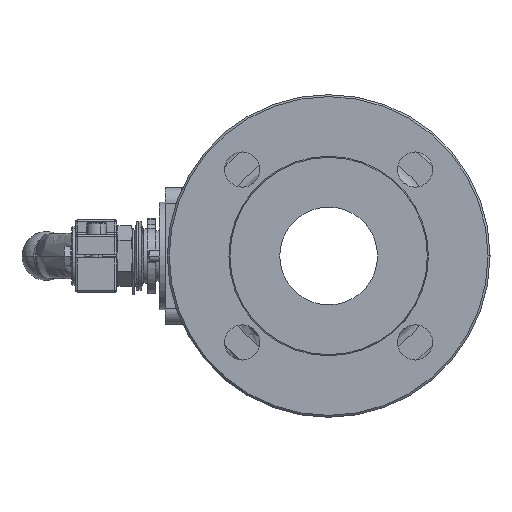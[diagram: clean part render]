
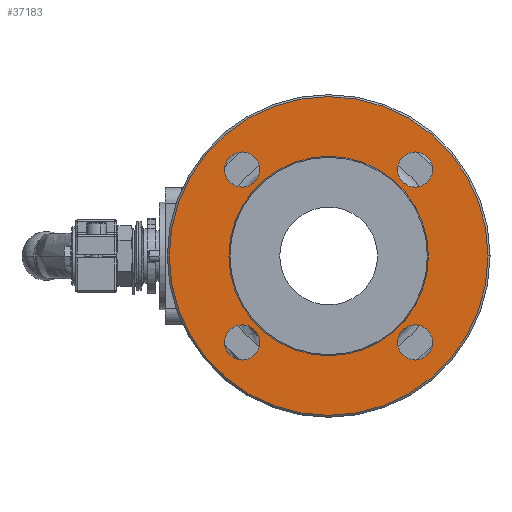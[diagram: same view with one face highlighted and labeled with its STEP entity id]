
A CAD part, left-side view. The second image highlights one B-rep face of the part: STEP entity #37183.
In plain terms, the highlighted planar face has unit normal (-1, 0, 0).
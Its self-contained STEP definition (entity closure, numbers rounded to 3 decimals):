
#725 = CIRCLE ( 'NONE', #12680, 9. ) ;
#898 = DIRECTION ( 'NONE',  ( -1., 0., 0. ) ) ;
#1408 = ORIENTED_EDGE ( 'NONE', *, *, #21159, .F. ) ;
#1700 = DIRECTION ( 'NONE',  ( 1., 0., 0. ) ) ;
#1849 = DIRECTION ( 'NONE',  ( 0., 0., -1. ) ) ;
#2196 = CIRCLE ( 'NONE', #30066, 9. ) ;
#2751 = EDGE_CURVE ( 'NONE', #30819, #37046, #11992, .T. ) ;
#2927 = CARTESIAN_POINT ( 'NONE',  ( -59., -44.194, 35.194 ) ) ;
#4032 = DIRECTION ( 'NONE',  ( -1., 0., 0. ) ) ;
#4790 = DIRECTION ( 'NONE',  ( 0., 0., -1. ) ) ;
#5156 = CARTESIAN_POINT ( 'NONE',  ( -59., 0., 0. ) ) ;
#6782 = FACE_BOUND ( 'NONE', #19799, .T. ) ;
#7515 = FACE_BOUND ( 'NONE', #21522, .T. ) ;
#8540 = CARTESIAN_POINT ( 'NONE',  ( -59., 0., -81.5 ) ) ;
#9164 = CARTESIAN_POINT ( 'NONE',  ( -59., 0., 0. ) ) ;
#9808 = EDGE_CURVE ( 'NONE', #18720, #27037, #19960, .T. ) ;
#10560 = FACE_BOUND ( 'NONE', #43065, .T. ) ;
#11122 = CARTESIAN_POINT ( 'NONE',  ( -59., 44.194, 53.194 ) ) ;
#11320 = EDGE_CURVE ( 'NONE', #30636, #48408, #39150, .T. ) ;
#11992 = CIRCLE ( 'NONE', #26345, 51. ) ;
#12508 = CARTESIAN_POINT ( 'NONE',  ( -59., 44.194, -44.194 ) ) ;
#12680 = AXIS2_PLACEMENT_3D ( 'NONE', #17580, #25052, #24823 ) ;
#12825 = VERTEX_POINT ( 'NONE', #28690 ) ;
#13367 = EDGE_CURVE ( 'NONE', #27037, #18720, #46554, .T. ) ;
#13568 = CARTESIAN_POINT ( 'NONE',  ( -59., 44.194, -44.194 ) ) ;
#14626 = CARTESIAN_POINT ( 'NONE',  ( -59., 44.194, 44.194 ) ) ;
#14722 = EDGE_CURVE ( 'NONE', #47779, #36452, #29857, .T. ) ;
#14800 = FACE_OUTER_BOUND ( 'NONE', #44629, .T. ) ;
#15184 = AXIS2_PLACEMENT_3D ( 'NONE', #31307, #43502, #1849 ) ;
#15811 = ORIENTED_EDGE ( 'NONE', *, *, #16071, .T. ) ;
#16020 = CIRCLE ( 'NONE', #47062, 9. ) ;
#16071 = EDGE_CURVE ( 'NONE', #37046, #30819, #21186, .T. ) ;
#16134 = DIRECTION ( 'NONE',  ( 0., 0., 1. ) ) ;
#16597 = CARTESIAN_POINT ( 'NONE',  ( -59., -44.194, 53.194 ) ) ;
#17580 = CARTESIAN_POINT ( 'NONE',  ( -59., -44.194, -44.194 ) ) ;
#17954 = ORIENTED_EDGE ( 'NONE', *, *, #37562, .F. ) ;
#18720 = VERTEX_POINT ( 'NONE', #8540 ) ;
#18952 = AXIS2_PLACEMENT_3D ( 'NONE', #48940, #44968, #26014 ) ;
#19799 = EDGE_LOOP ( 'NONE', ( #17954, #38528 ) ) ;
#19960 = CIRCLE ( 'NONE', #15184, 81.5 ) ;
#21005 = CARTESIAN_POINT ( 'NONE',  ( -59., -44.194, -44.194 ) ) ;
#21058 = AXIS2_PLACEMENT_3D ( 'NONE', #5156, #23916, #35374 ) ;
#21089 = EDGE_LOOP ( 'NONE', ( #1408, #42793 ) ) ;
#21159 = EDGE_CURVE ( 'NONE', #36420, #24414, #2196, .T. ) ;
#21186 = CIRCLE ( 'NONE', #42691, 51. ) ;
#21229 = AXIS2_PLACEMENT_3D ( 'NONE', #14626, #22830, #33591 ) ;
#21522 = EDGE_LOOP ( 'NONE', ( #15811, #48171 ) ) ;
#22228 = ORIENTED_EDGE ( 'NONE', *, *, #11320, .F. ) ;
#22709 = CARTESIAN_POINT ( 'NONE',  ( -59., 0., 81.5 ) ) ;
#22830 = DIRECTION ( 'NONE',  ( -1., 0., 0. ) ) ;
#23916 = DIRECTION ( 'NONE',  ( 1., 0., 0. ) ) ;
#23924 = DIRECTION ( 'NONE',  ( 0., 0., -1. ) ) ;
#24031 = AXIS2_PLACEMENT_3D ( 'NONE', #41218, #29280, #44504 ) ;
#24247 = EDGE_CURVE ( 'NONE', #24414, #36420, #34919, .T. ) ;
#24414 = VERTEX_POINT ( 'NONE', #27238 ) ;
#24560 = AXIS2_PLACEMENT_3D ( 'NONE', #13568, #28776, #47218 ) ;
#24752 = CARTESIAN_POINT ( 'NONE',  ( -59., 0., 0. ) ) ;
#24761 = CARTESIAN_POINT ( 'NONE',  ( -59., -44.194, -53.194 ) ) ;
#24823 = DIRECTION ( 'NONE',  ( 0., 0., 1. ) ) ;
#24890 = CARTESIAN_POINT ( 'NONE',  ( -59., 0., 51. ) ) ;
#25052 = DIRECTION ( 'NONE',  ( -1., 0., 0. ) ) ;
#25742 = ORIENTED_EDGE ( 'NONE', *, *, #13367, .F. ) ;
#25785 = FACE_BOUND ( 'NONE', #21089, .T. ) ;
#26014 = DIRECTION ( 'NONE',  ( 0., 0., 1. ) ) ;
#26018 = ORIENTED_EDGE ( 'NONE', *, *, #9808, .F. ) ;
#26345 = AXIS2_PLACEMENT_3D ( 'NONE', #24752, #47665, #4790 ) ;
#27037 = VERTEX_POINT ( 'NONE', #22709 ) ;
#27238 = CARTESIAN_POINT ( 'NONE',  ( -59., 44.194, -53.194 ) ) ;
#27737 = DIRECTION ( 'NONE',  ( 0., 0., 1. ) ) ;
#27834 = EDGE_CURVE ( 'NONE', #36452, #47779, #16020, .T. ) ;
#28690 = CARTESIAN_POINT ( 'NONE',  ( -59., -44.194, -35.194 ) ) ;
#28776 = DIRECTION ( 'NONE',  ( -1., 0., 0. ) ) ;
#28979 = DIRECTION ( 'NONE',  ( -1., 0., 0. ) ) ;
#29280 = DIRECTION ( 'NONE',  ( -1., 0., 0. ) ) ;
#29324 = CIRCLE ( 'NONE', #32536, 9. ) ;
#29857 = CIRCLE ( 'NONE', #41820, 9. ) ;
#30066 = AXIS2_PLACEMENT_3D ( 'NONE', #12508, #4032, #27737 ) ;
#30636 = VERTEX_POINT ( 'NONE', #45588 ) ;
#30819 = VERTEX_POINT ( 'NONE', #24890 ) ;
#31307 = CARTESIAN_POINT ( 'NONE',  ( -59., 0., 0. ) ) ;
#31811 = CARTESIAN_POINT ( 'NONE',  ( -59., 44.194, -35.194 ) ) ;
#31848 = CARTESIAN_POINT ( 'NONE',  ( -59., -44.194, 44.194 ) ) ;
#32240 = EDGE_LOOP ( 'NONE', ( #48236, #38257 ) ) ;
#32536 = AXIS2_PLACEMENT_3D ( 'NONE', #21005, #28979, #44187 ) ;
#33532 = PLANE ( 'NONE',  #18952 ) ;
#33591 = DIRECTION ( 'NONE',  ( 0., 0., 1. ) ) ;
#34919 = CIRCLE ( 'NONE', #24560, 9. ) ;
#35099 = CARTESIAN_POINT ( 'NONE',  ( -59., -44.194, 44.194 ) ) ;
#35374 = DIRECTION ( 'NONE',  ( 0., 0., -1. ) ) ;
#36057 = VERTEX_POINT ( 'NONE', #24761 ) ;
#36420 = VERTEX_POINT ( 'NONE', #31811 ) ;
#36452 = VERTEX_POINT ( 'NONE', #16597 ) ;
#36529 = EDGE_CURVE ( 'NONE', #36057, #12825, #725, .T. ) ;
#37046 = VERTEX_POINT ( 'NONE', #46136 ) ;
#37183 = ADVANCED_FACE ( 'NONE', ( #25785, #6782, #41707, #10560, #7515, #14800 ), #33532, .T. ) ;
#37562 = EDGE_CURVE ( 'NONE', #12825, #36057, #29324, .T. ) ;
#38134 = ORIENTED_EDGE ( 'NONE', *, *, #40712, .F. ) ;
#38257 = ORIENTED_EDGE ( 'NONE', *, *, #14722, .F. ) ;
#38528 = ORIENTED_EDGE ( 'NONE', *, *, #36529, .F. ) ;
#39150 = CIRCLE ( 'NONE', #24031, 9. ) ;
#40712 = EDGE_CURVE ( 'NONE', #48408, #30636, #42730, .T. ) ;
#41218 = CARTESIAN_POINT ( 'NONE',  ( -59., 44.194, 44.194 ) ) ;
#41707 = FACE_BOUND ( 'NONE', #32240, .T. ) ;
#41820 = AXIS2_PLACEMENT_3D ( 'NONE', #31848, #46551, #47058 ) ;
#42691 = AXIS2_PLACEMENT_3D ( 'NONE', #9164, #1700, #23924 ) ;
#42730 = CIRCLE ( 'NONE', #21229, 9. ) ;
#42793 = ORIENTED_EDGE ( 'NONE', *, *, #24247, .F. ) ;
#43065 = EDGE_LOOP ( 'NONE', ( #38134, #22228 ) ) ;
#43502 = DIRECTION ( 'NONE',  ( 1., 0., 0. ) ) ;
#44187 = DIRECTION ( 'NONE',  ( 0., 0., 1. ) ) ;
#44504 = DIRECTION ( 'NONE',  ( 0., 0., 1. ) ) ;
#44629 = EDGE_LOOP ( 'NONE', ( #26018, #25742 ) ) ;
#44968 = DIRECTION ( 'NONE',  ( -1., 0., 0. ) ) ;
#45588 = CARTESIAN_POINT ( 'NONE',  ( -59., 44.194, 35.194 ) ) ;
#46136 = CARTESIAN_POINT ( 'NONE',  ( -59., 0., -51. ) ) ;
#46551 = DIRECTION ( 'NONE',  ( -1., 0., 0. ) ) ;
#46554 = CIRCLE ( 'NONE', #21058, 81.5 ) ;
#47058 = DIRECTION ( 'NONE',  ( 0., 0., 1. ) ) ;
#47062 = AXIS2_PLACEMENT_3D ( 'NONE', #35099, #898, #16134 ) ;
#47218 = DIRECTION ( 'NONE',  ( 0., 0., 1. ) ) ;
#47665 = DIRECTION ( 'NONE',  ( 1., 0., 0. ) ) ;
#47779 = VERTEX_POINT ( 'NONE', #2927 ) ;
#48171 = ORIENTED_EDGE ( 'NONE', *, *, #2751, .T. ) ;
#48236 = ORIENTED_EDGE ( 'NONE', *, *, #27834, .F. ) ;
#48408 = VERTEX_POINT ( 'NONE', #11122 ) ;
#48940 = CARTESIAN_POINT ( 'NONE',  ( -59., 51., 0. ) ) ;
